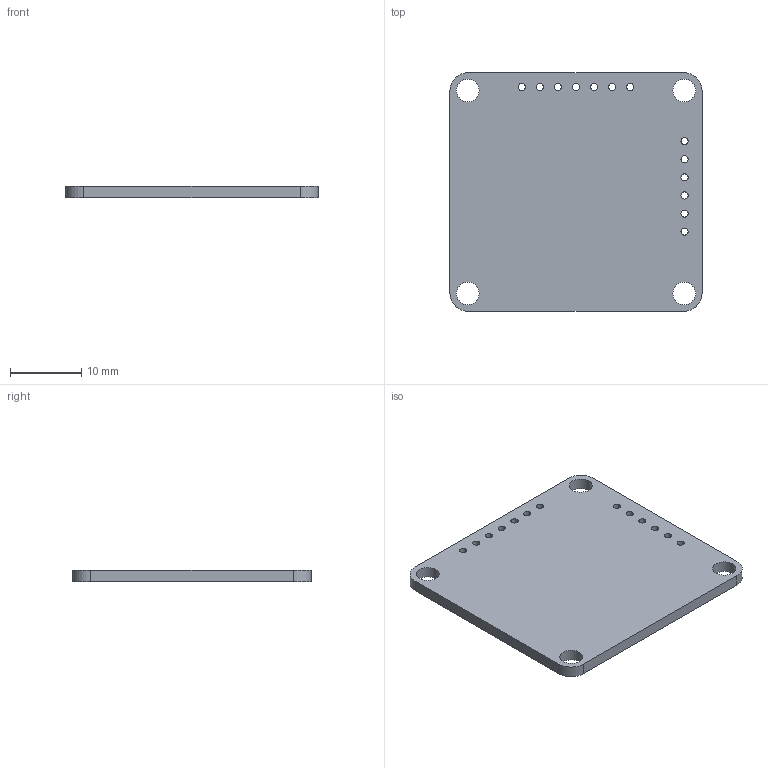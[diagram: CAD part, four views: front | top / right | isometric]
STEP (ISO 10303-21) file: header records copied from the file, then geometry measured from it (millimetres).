
FILE_DESCRIPTION(('KiCad electronic assembly'),'2;1');
FILE_NAME('sx1280_breakout.step','2023-03-04T12:51:35',('Pcbnew'),( 'Kicad'),'Open CASCADE STEP processor 7.5','KiCad to STEP converter' ,'Unknown');
FILE_SCHEMA(('AUTOMOTIVE_DESIGN { 1 0 10303 214 1 1 1 1 }'));
Length unit declared in the file: millimetre
Products named in the file (2): sx1280_breakout 1; sx1280_breakout PCB
Assembly tree (1 placements, depth 2):
  sx1280_breakout 1
    sx1280_breakout PCB
Bounding box: 35.4 x 33.5 x 1.65 mm (x, y, z)
Volume: 1873.4 mm3; surface area: 2629.5 mm2
Topology: 1 solids, 1 shells, 27 faces, 75 edges, 50 vertices
Faces by surface type: cylinder 21, plane 6
Full cylindrical faces by diameter (mm): 1 x13, 3.2 x4
Entity records: 1981 total; most frequent: DIRECTION 325, CARTESIAN_POINT 304, ORIENTED_EDGE 150, PCURVE 150, DEFINITIONAL_REPRESENTATION 150, LINE 141, VECTOR 141, CIRCLE 84
